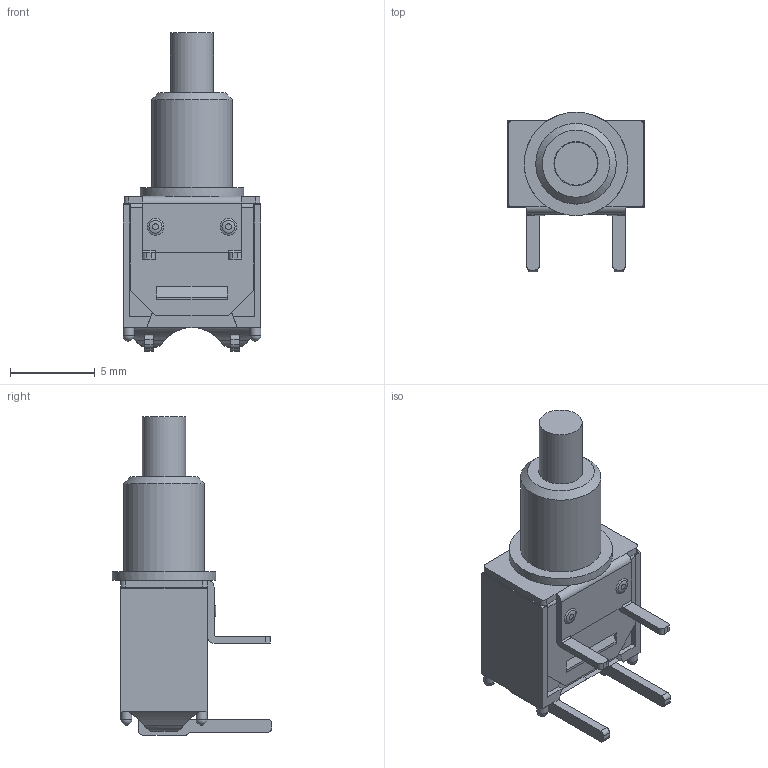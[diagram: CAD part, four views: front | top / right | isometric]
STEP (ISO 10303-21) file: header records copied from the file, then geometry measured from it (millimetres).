
FILE_DESCRIPTION(/* description */ (''),/* implementation_level */ '2;1');
FILE_NAME(/* name */ '800SP9B7M6xE.stp',/* time_stamp */ '2018-07-11T08:27:21-05:00',/* author */ ('mroman'),/* organization */ (''),/* preprocessor_version */ 'ST-DEVELOPER v17',/* originating_system */ 'Autodesk Inventor 2018',/* authorisation */ '');
FILE_SCHEMA (('AUTOMOTIVE_DESIGN { 1 0 10303 214 3 1 1 }'));
Length unit declared in the file: millimetre
Products named in the file (1): 800SP9B7M6xE
Bounding box: 8.13 x 9.4 x 18.76 mm (x, y, z)
Volume: 319.9 mm3; surface area: 776.1 mm2
Topology: 2 solids, 3 shells, 196 faces, 515 edges, 323 vertices
Faces by surface type: plane 127, cylinder 60, sphere 4, cone 3, bspline 2
Full cylindrical faces by diameter (mm): 0.65 x4, 2.54 x1, 2.6 x1, 4.75 x1, 6.1 x1
Entity records: 6194 total; most frequent: CARTESIAN_POINT 1361, ORIENTED_EDGE 1022, DIRECTION 964, EDGE_CURVE 511, LINE 356, VECTOR 356, VERTEX_POINT 323, AXIS2_PLACEMENT_3D 304
